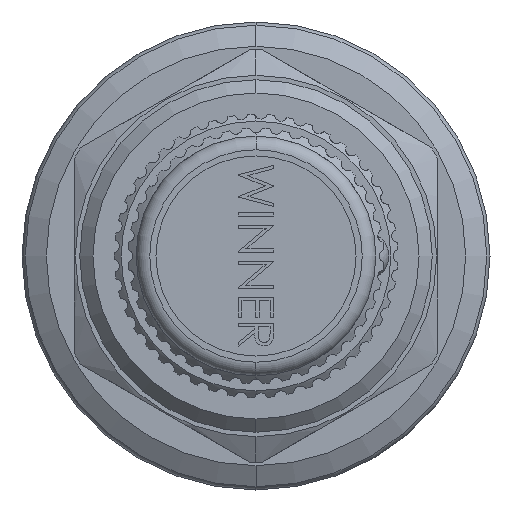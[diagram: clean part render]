
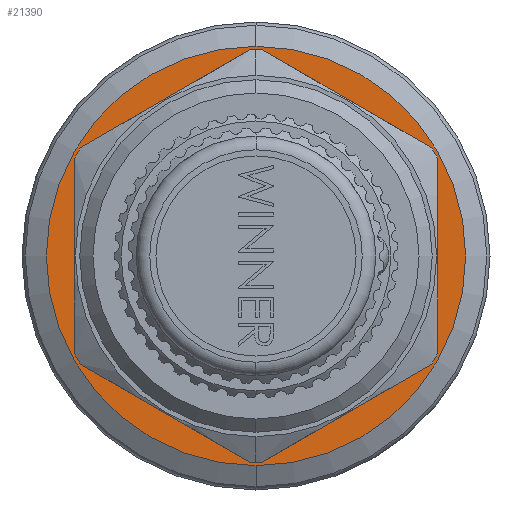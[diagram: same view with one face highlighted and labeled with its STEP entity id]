
A CAD part, left-side view. The second image highlights one B-rep face of the part: STEP entity #21390.
In plain terms, the highlighted planar face has unit normal (-1, 0, 0).
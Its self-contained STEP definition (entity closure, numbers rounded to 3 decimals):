
#47 = VECTOR ( 'NONE', #20331, 1000. ) ;
#198 = DIRECTION ( 'NONE',  ( 0., 0., 1. ) ) ;
#281 = EDGE_CURVE ( 'NONE', #7453, #15787, #23483, .T. ) ;
#329 = VERTEX_POINT ( 'NONE', #28655 ) ;
#367 = VERTEX_POINT ( 'NONE', #3014 ) ;
#435 = CARTESIAN_POINT ( 'NONE',  ( 24.6, 23.795, 0. ) ) ;
#706 = VECTOR ( 'NONE', #15158, 1000. ) ;
#845 = CIRCLE ( 'NONE', #16000, 23.4 ) ;
#946 = LINE ( 'NONE', #8166, #6169 ) ;
#1376 = CIRCLE ( 'NONE', #28115, 23.4 ) ;
#1484 = AXIS2_PLACEMENT_3D ( 'NONE', #17040, #14908, #1547 ) ;
#1547 = DIRECTION ( 'NONE',  ( 0., 0., -1. ) ) ;
#1750 = CIRCLE ( 'NONE', #26628, 23.795 ) ;
#1866 = CIRCLE ( 'NONE', #25009, 23.795 ) ;
#2093 = DIRECTION ( 'NONE',  ( 0., 0., -1. ) ) ;
#2387 = CARTESIAN_POINT ( 'NONE',  ( 24.6, -20.6, -11.893 ) ) ;
#2709 = AXIS2_PLACEMENT_3D ( 'NONE', #19134, #10584, #10941 ) ;
#2908 = ORIENTED_EDGE ( 'NONE', *, *, #3264, .T. ) ;
#3014 = CARTESIAN_POINT ( 'NONE',  ( 24.6, 19.912, -12.29 ) ) ;
#3264 = EDGE_CURVE ( 'NONE', #18038, #18965, #21652, .T. ) ;
#4429 = VERTEX_POINT ( 'NONE', #14137 ) ;
#4649 = ORIENTED_EDGE ( 'NONE', *, *, #17416, .T. ) ;
#4861 = LINE ( 'NONE', #28323, #706 ) ;
#4908 = CARTESIAN_POINT ( 'NONE',  ( 24.6, -19.912, -12.29 ) ) ;
#4944 = CARTESIAN_POINT ( 'NONE',  ( 24.6, 0., 0. ) ) ;
#5010 = DIRECTION ( 'NONE',  ( 0., 0., -1. ) ) ;
#6169 = VECTOR ( 'NONE', #10439, 1000. ) ;
#6498 = VECTOR ( 'NONE', #24018, 1000. ) ;
#6504 = CARTESIAN_POINT ( 'NONE',  ( 24.6, -0.688, -23.39 ) ) ;
#6580 = FACE_OUTER_BOUND ( 'NONE', #14519, .T. ) ;
#6718 = EDGE_CURVE ( 'NONE', #18965, #7966, #23052, .T. ) ;
#7000 = VERTEX_POINT ( 'NONE', #8105 ) ;
#7453 = VERTEX_POINT ( 'NONE', #11349 ) ;
#7860 = EDGE_CURVE ( 'NONE', #26389, #4429, #1376, .T. ) ;
#7869 = LINE ( 'NONE', #10661, #6498 ) ;
#7966 = VERTEX_POINT ( 'NONE', #13760 ) ;
#7975 = EDGE_CURVE ( 'NONE', #27369, #7000, #1750, .T. ) ;
#8105 = CARTESIAN_POINT ( 'NONE',  ( 24.6, 0., 23.795 ) ) ;
#8166 = CARTESIAN_POINT ( 'NONE',  ( 24.6, 0., -23.787 ) ) ;
#8693 = DIRECTION ( 'NONE',  ( 0., 0., -1. ) ) ;
#8881 = AXIS2_PLACEMENT_3D ( 'NONE', #435, #16030, #18468 ) ;
#9348 = ORIENTED_EDGE ( 'NONE', *, *, #11971, .T. ) ;
#10001 = ORIENTED_EDGE ( 'NONE', *, *, #11592, .T. ) ;
#10218 = EDGE_CURVE ( 'NONE', #12172, #26389, #18760, .T. ) ;
#10414 = VERTEX_POINT ( 'NONE', #21623 ) ;
#10439 = DIRECTION ( 'NONE',  ( 0., 0.866, 0.5 ) ) ;
#10584 = DIRECTION ( 'NONE',  ( 1., 0., 0. ) ) ;
#10661 = CARTESIAN_POINT ( 'NONE',  ( 24.6, 0., 23.787 ) ) ;
#10742 = CIRCLE ( 'NONE', #2709, 23.4 ) ;
#10941 = DIRECTION ( 'NONE',  ( 0., 0., -1. ) ) ;
#11349 = CARTESIAN_POINT ( 'NONE',  ( 24.6, 20.6, 11.1 ) ) ;
#11551 = DIRECTION ( 'NONE',  ( 0., 0.866, -0.5 ) ) ;
#11592 = EDGE_CURVE ( 'NONE', #7966, #16022, #10742, .T. ) ;
#11731 = CARTESIAN_POINT ( 'NONE',  ( 24.6, -20.6, 11.893 ) ) ;
#11971 = EDGE_CURVE ( 'NONE', #4429, #367, #946, .T. ) ;
#12172 = VERTEX_POINT ( 'NONE', #6504 ) ;
#12269 = LINE ( 'NONE', #24630, #47 ) ;
#12786 = ORIENTED_EDGE ( 'NONE', *, *, #10218, .T. ) ;
#12896 = ORIENTED_EDGE ( 'NONE', *, *, #26989, .T. ) ;
#13407 = ORIENTED_EDGE ( 'NONE', *, *, #18707, .T. ) ;
#13549 = CARTESIAN_POINT ( 'NONE',  ( 24.6, 0., 0. ) ) ;
#13583 = DIRECTION ( 'NONE',  ( -1., 0., 0. ) ) ;
#13685 = CIRCLE ( 'NONE', #23521, 23.4 ) ;
#13760 = CARTESIAN_POINT ( 'NONE',  ( 24.6, -20.6, -11.1 ) ) ;
#13902 = PLANE ( 'NONE',  #8881 ) ;
#13927 = FACE_BOUND ( 'NONE', #25349, .T. ) ;
#13990 = CARTESIAN_POINT ( 'NONE',  ( 24.6, -19.912, 12.29 ) ) ;
#14137 = CARTESIAN_POINT ( 'NONE',  ( 24.6, 0.688, -23.39 ) ) ;
#14451 = CARTESIAN_POINT ( 'NONE',  ( 24.6, -20.6, 11.1 ) ) ;
#14519 = EDGE_LOOP ( 'NONE', ( #21014, #28467 ) ) ;
#14908 = DIRECTION ( 'NONE',  ( 1., 0., 0. ) ) ;
#15158 = DIRECTION ( 'NONE',  ( 0., -0.866, 0.5 ) ) ;
#15277 = LINE ( 'NONE', #2387, #16309 ) ;
#15293 = CARTESIAN_POINT ( 'NONE',  ( 24.6, 19.912, 12.29 ) ) ;
#15559 = ORIENTED_EDGE ( 'NONE', *, *, #25158, .T. ) ;
#15574 = DIRECTION ( 'NONE',  ( 0., 0., -1. ) ) ;
#15787 = VERTEX_POINT ( 'NONE', #15293 ) ;
#16000 = AXIS2_PLACEMENT_3D ( 'NONE', #20012, #28799, #2093 ) ;
#16022 = VERTEX_POINT ( 'NONE', #4908 ) ;
#16030 = DIRECTION ( 'NONE',  ( 1., 0., 0. ) ) ;
#16074 = ORIENTED_EDGE ( 'NONE', *, *, #7860, .T. ) ;
#16302 = DIRECTION ( 'NONE',  ( 0., 0., -1. ) ) ;
#16309 = VECTOR ( 'NONE', #11551, 1000. ) ;
#16443 = EDGE_CURVE ( 'NONE', #7000, #27369, #1866, .T. ) ;
#16472 = ORIENTED_EDGE ( 'NONE', *, *, #19778, .T. ) ;
#16617 = ORIENTED_EDGE ( 'NONE', *, *, #6718, .T. ) ;
#16961 = ORIENTED_EDGE ( 'NONE', *, *, #22242, .T. ) ;
#17040 = CARTESIAN_POINT ( 'NONE',  ( 24.6, 0., 0. ) ) ;
#17127 = CARTESIAN_POINT ( 'NONE',  ( 24.6, 20.6, -11.1 ) ) ;
#17416 = EDGE_CURVE ( 'NONE', #367, #21080, #13685, .T. ) ;
#17556 = CARTESIAN_POINT ( 'NONE',  ( 24.6, 0., 0. ) ) ;
#18038 = VERTEX_POINT ( 'NONE', #13990 ) ;
#18367 = ORIENTED_EDGE ( 'NONE', *, *, #281, .T. ) ;
#18468 = DIRECTION ( 'NONE',  ( 0., 0., -1. ) ) ;
#18707 = EDGE_CURVE ( 'NONE', #21080, #7453, #12269, .T. ) ;
#18760 = CIRCLE ( 'NONE', #20144, 23.4 ) ;
#18965 = VERTEX_POINT ( 'NONE', #14451 ) ;
#19134 = CARTESIAN_POINT ( 'NONE',  ( 24.6, 0., 0. ) ) ;
#19567 = CARTESIAN_POINT ( 'NONE',  ( 24.6, 0., -23.4 ) ) ;
#19778 = EDGE_CURVE ( 'NONE', #15787, #10414, #4861, .T. ) ;
#20012 = CARTESIAN_POINT ( 'NONE',  ( 24.6, 0., 0. ) ) ;
#20085 = DIRECTION ( 'NONE',  ( 1., 0., 0. ) ) ;
#20144 = AXIS2_PLACEMENT_3D ( 'NONE', #25402, #23081, #5010 ) ;
#20331 = DIRECTION ( 'NONE',  ( 0., 0., 1. ) ) ;
#21014 = ORIENTED_EDGE ( 'NONE', *, *, #7975, .T. ) ;
#21080 = VERTEX_POINT ( 'NONE', #17127 ) ;
#21390 = ADVANCED_FACE ( 'NONE', ( #13927, #6580 ), #13902, .F. ) ;
#21623 = CARTESIAN_POINT ( 'NONE',  ( 24.6, 0.688, 23.39 ) ) ;
#21652 = CIRCLE ( 'NONE', #23940, 23.4 ) ;
#22056 = DIRECTION ( 'NONE',  ( 1., 0., 0. ) ) ;
#22153 = CARTESIAN_POINT ( 'NONE',  ( 24.6, 0., 0. ) ) ;
#22242 = EDGE_CURVE ( 'NONE', #16022, #12172, #15277, .T. ) ;
#22557 = DIRECTION ( 'NONE',  ( -1., 0., 0. ) ) ;
#22753 = CARTESIAN_POINT ( 'NONE',  ( 24.6, 0., 0. ) ) ;
#23052 = LINE ( 'NONE', #11731, #25838 ) ;
#23081 = DIRECTION ( 'NONE',  ( 1., 0., 0. ) ) ;
#23483 = CIRCLE ( 'NONE', #1484, 23.4 ) ;
#23521 = AXIS2_PLACEMENT_3D ( 'NONE', #13549, #26682, #15574 ) ;
#23940 = AXIS2_PLACEMENT_3D ( 'NONE', #17556, #22056, #26516 ) ;
#24018 = DIRECTION ( 'NONE',  ( 0., -0.866, -0.5 ) ) ;
#24630 = CARTESIAN_POINT ( 'NONE',  ( 24.6, 20.6, -11.893 ) ) ;
#25009 = AXIS2_PLACEMENT_3D ( 'NONE', #22753, #22557, #27020 ) ;
#25158 = EDGE_CURVE ( 'NONE', #329, #18038, #7869, .T. ) ;
#25349 = EDGE_LOOP ( 'NONE', ( #2908, #16617, #10001, #16961, #12786, #16074, #9348, #4649, #13407, #18367, #16472, #12896, #15559 ) ) ;
#25402 = CARTESIAN_POINT ( 'NONE',  ( 24.6, 0., 0. ) ) ;
#25838 = VECTOR ( 'NONE', #16302, 1000. ) ;
#26389 = VERTEX_POINT ( 'NONE', #19567 ) ;
#26516 = DIRECTION ( 'NONE',  ( 0., 0., -1. ) ) ;
#26628 = AXIS2_PLACEMENT_3D ( 'NONE', #4944, #13583, #198 ) ;
#26682 = DIRECTION ( 'NONE',  ( 1., 0., 0. ) ) ;
#26989 = EDGE_CURVE ( 'NONE', #10414, #329, #845, .T. ) ;
#27020 = DIRECTION ( 'NONE',  ( 0., 0., 1. ) ) ;
#27369 = VERTEX_POINT ( 'NONE', #28751 ) ;
#28115 = AXIS2_PLACEMENT_3D ( 'NONE', #22153, #20085, #8693 ) ;
#28323 = CARTESIAN_POINT ( 'NONE',  ( 24.6, 20.6, 11.893 ) ) ;
#28467 = ORIENTED_EDGE ( 'NONE', *, *, #16443, .T. ) ;
#28655 = CARTESIAN_POINT ( 'NONE',  ( 24.6, -0.688, 23.39 ) ) ;
#28751 = CARTESIAN_POINT ( 'NONE',  ( 24.6, 0., -23.795 ) ) ;
#28799 = DIRECTION ( 'NONE',  ( 1., 0., 0. ) ) ;
